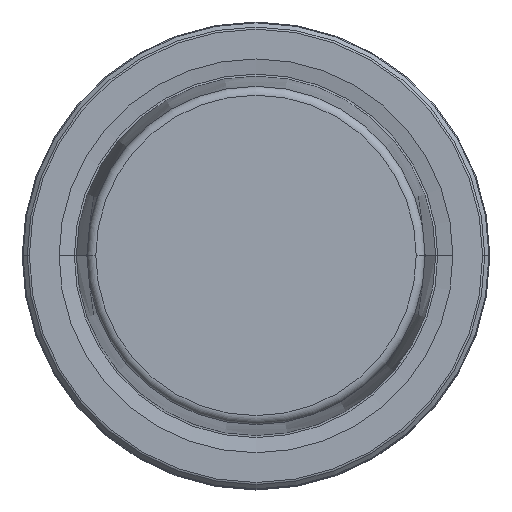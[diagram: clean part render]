
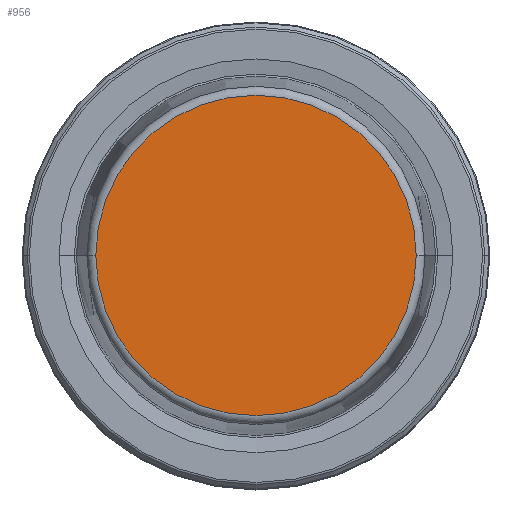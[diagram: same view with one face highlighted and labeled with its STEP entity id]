
A CAD part, top view. The second image highlights one B-rep face of the part: STEP entity #956.
In plain terms, the highlighted planar face has unit normal (0, 0, 1).
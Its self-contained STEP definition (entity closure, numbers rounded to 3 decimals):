
#17 = DIRECTION ( 'NONE',  ( 0., 0., -1. ) ) ;
#18 = CARTESIAN_POINT ( 'NONE',  ( 21.581, 0., 31.9 ) ) ;
#46 = CARTESIAN_POINT ( 'NONE',  ( -21.581, 0., 31.9 ) ) ;
#188 = ORIENTED_EDGE ( 'NONE', *, *, #1223, .T. ) ;
#331 = DIRECTION ( 'NONE',  ( 0., 0., 1. ) ) ;
#456 = CIRCLE ( 'NONE', #620, 21.581 ) ;
#464 = CARTESIAN_POINT ( 'NONE',  ( 0., 0., 31.9 ) ) ;
#505 = CIRCLE ( 'NONE', #936, 21.581 ) ;
#518 = ORIENTED_EDGE ( 'NONE', *, *, #1103, .T. ) ;
#555 = DIRECTION ( 'NONE',  ( 1., 0., 0. ) ) ;
#584 = CARTESIAN_POINT ( 'NONE',  ( 0., 0., 31.9 ) ) ;
#620 = AXIS2_PLACEMENT_3D ( 'NONE', #464, #1146, #555 ) ;
#691 = DIRECTION ( 'NONE',  ( -1., 0., 0. ) ) ;
#783 = AXIS2_PLACEMENT_3D ( 'NONE', #584, #17, #691 ) ;
#872 = VERTEX_POINT ( 'NONE', #18 ) ;
#914 = EDGE_LOOP ( 'NONE', ( #188, #518 ) ) ;
#927 = CARTESIAN_POINT ( 'NONE',  ( 0., 0., 31.9 ) ) ;
#931 = FACE_OUTER_BOUND ( 'NONE', #914, .T. ) ;
#936 = AXIS2_PLACEMENT_3D ( 'NONE', #927, #331, #1020 ) ;
#956 = ADVANCED_FACE ( 'NONE', ( #931 ), #1180, .F. ) ;
#1020 = DIRECTION ( 'NONE',  ( 1., 0., 0. ) ) ;
#1100 = VERTEX_POINT ( 'NONE', #46 ) ;
#1103 = EDGE_CURVE ( 'NONE', #1100, #872, #505, .T. ) ;
#1146 = DIRECTION ( 'NONE',  ( 0., 0., 1. ) ) ;
#1180 = PLANE ( 'NONE',  #783 ) ;
#1223 = EDGE_CURVE ( 'NONE', #872, #1100, #456, .T. ) ;
